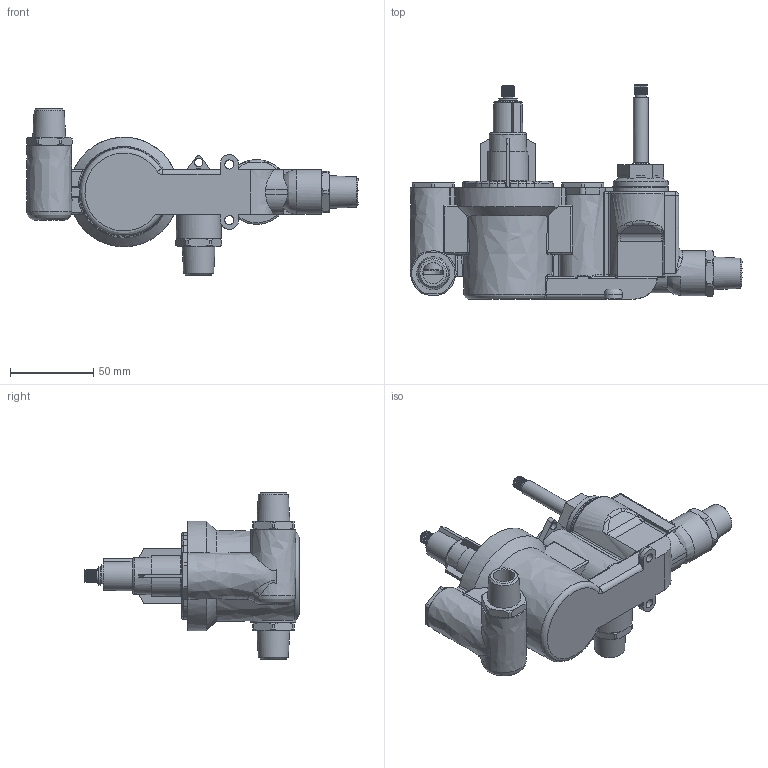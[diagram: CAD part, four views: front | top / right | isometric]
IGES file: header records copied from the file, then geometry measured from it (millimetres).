
Global section: file name: V134-AIS; native system: Autodesk Inventor 2018; preprocessor: unknown; author: adaniels; date: 20171201.094544; units: millimetre
Bounding box: 199.98 x 129 x 100 mm (x, y, z)
Volume: 326422.4 mm3; surface area: 168473.3 mm2
Topology: 29 solids, 34 shells, 1376 faces, 3597 edges, 2350 vertices
Faces by surface type: bspline 1376
